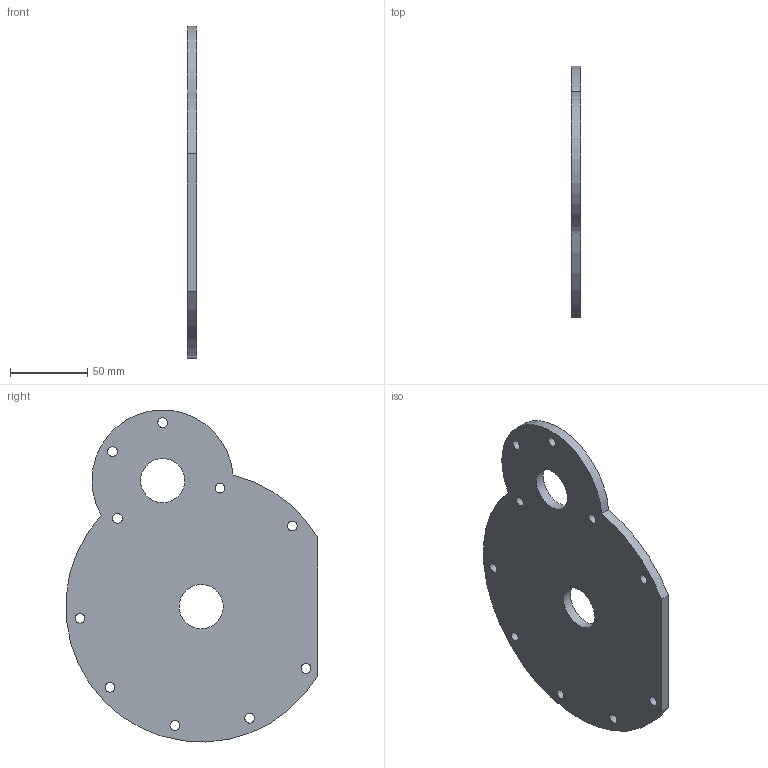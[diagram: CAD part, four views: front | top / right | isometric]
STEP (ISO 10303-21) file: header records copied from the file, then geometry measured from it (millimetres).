
FILE_DESCRIPTION(/* description */ (''),/* implementation_level */ '2;1');
FILE_NAME(/* name */ 'OuterTurretPlate (Motor Side) v3.step',/* time_stamp */ '2020-03-01T00:51:20-07:00',/* author */ (''),/* organization */ (''),/* preprocessor_version */ 'ST-DEVELOPER v18',/* originating_system */ 'Autodesk Translation Framework v8.12.0.6',/* authorisation */ '');
FILE_SCHEMA (('AUTOMOTIVE_DESIGN { 1 0 10303 214 3 1 1 }'));
Length unit declared in the file: inch
Products named in the file (1): OuterTurretPlate (Motor Side)
Bounding box: 6.35 x 162.93 x 214.8 mm (x, y, z)
Volume: 160241.9 mm3; surface area: 56788.8 mm2
Topology: 1 solids, 1 shells, 18 faces, 48 edges, 32 vertices
Faces by surface type: cylinder 15, plane 3
Full cylindrical faces by diameter (mm): 6.35 x10, 28.575 x2
Entity records: 665 total; most frequent: DIRECTION 116, CARTESIAN_POINT 99, ORIENTED_EDGE 96, AXIS2_PLACEMENT_3D 49, EDGE_CURVE 48, EDGE_LOOP 42, VERTEX_POINT 32, CIRCLE 30
